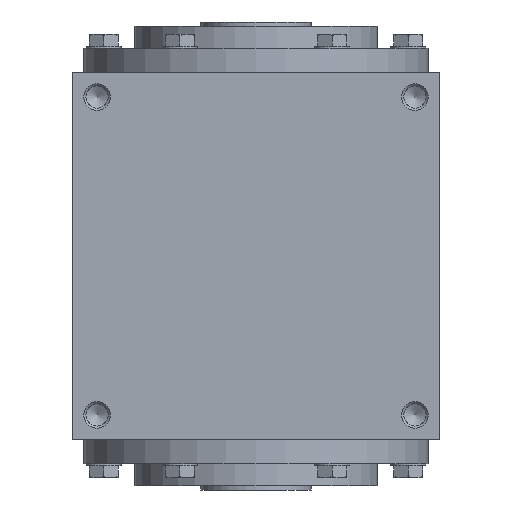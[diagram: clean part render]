
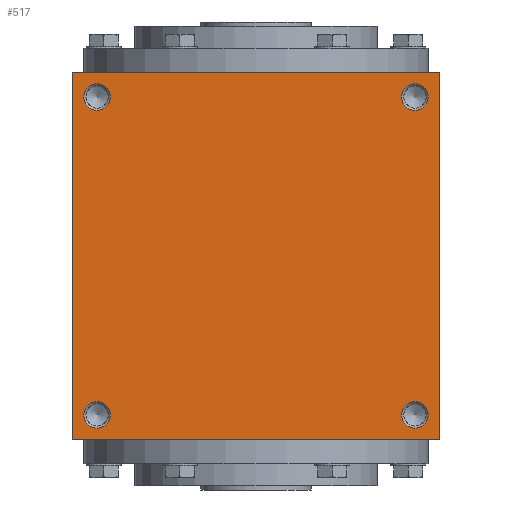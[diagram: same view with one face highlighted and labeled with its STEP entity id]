
A CAD part, left-side view. The second image highlights one B-rep face of the part: STEP entity #517.
In plain terms, the highlighted face is planar.
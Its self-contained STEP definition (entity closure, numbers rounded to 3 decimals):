
#517 = ADVANCED_FACE( '', ( #1037, #1038, #1039, #1040, #1041 ), #1042, .F. );
#1037 = FACE_BOUND( '', #1672, .T. );
#1038 = FACE_BOUND( '', #1673, .T. );
#1039 = FACE_BOUND( '', #1674, .T. );
#1040 = FACE_BOUND( '', #1675, .T. );
#1041 = FACE_OUTER_BOUND( '', #1676, .T. );
#1042 = PLANE( '', #1677 );
#1672 = EDGE_LOOP( '', ( #2537 ) );
#1673 = EDGE_LOOP( '', ( #2538 ) );
#1674 = EDGE_LOOP( '', ( #2539 ) );
#1675 = EDGE_LOOP( '', ( #2540 ) );
#1676 = EDGE_LOOP( '', ( #2541, #2542, #2543, #2544 ) );
#1677 = AXIS2_PLACEMENT_3D( '', #2545, #2546, #2547 );
#2537 = ORIENTED_EDGE( '', *, *, #3289, .F. );
#2538 = ORIENTED_EDGE( '', *, *, #3287, .T. );
#2539 = ORIENTED_EDGE( '', *, *, #3509, .F. );
#2540 = ORIENTED_EDGE( '', *, *, #3341, .T. );
#2541 = ORIENTED_EDGE( '', *, *, #3510, .F. );
#2542 = ORIENTED_EDGE( '', *, *, #3434, .F. );
#2543 = ORIENTED_EDGE( '', *, *, #3511, .F. );
#2544 = ORIENTED_EDGE( '', *, *, #3512, .F. );
#2545 = CARTESIAN_POINT( '', ( 0., 0., -83. ) );
#2546 = DIRECTION( '', ( 0., 0., 1. ) );
#2547 = DIRECTION( '', ( 1., 0., 0. ) );
#3287 = EDGE_CURVE( '', #3765, #3765, #3766, .T. );
#3289 = EDGE_CURVE( '', #3768, #3768, #3769, .T. );
#3341 = EDGE_CURVE( '', #3855, #3855, #3856, .T. );
#3434 = EDGE_CURVE( '', #3999, #4000, #4001, .T. );
#3509 = EDGE_CURVE( '', #4117, #4117, #4118, .T. );
#3510 = EDGE_CURVE( '', #4000, #4119, #4120, .T. );
#3511 = EDGE_CURVE( '', #4121, #3999, #4122, .T. );
#3512 = EDGE_CURVE( '', #4119, #4121, #4123, .T. );
#3765 = VERTEX_POINT( '', #4421 );
#3766 = CIRCLE( '', #4422, 6. );
#3768 = VERTEX_POINT( '', #4424 );
#3769 = CIRCLE( '', #4425, 6. );
#3855 = VERTEX_POINT( '', #4538 );
#3856 = CIRCLE( '', #4539, 6. );
#3999 = VERTEX_POINT( '', #4759 );
#4000 = VERTEX_POINT( '', #4760 );
#4001 = LINE( '', #4761, #4762 );
#4117 = VERTEX_POINT( '', #4900 );
#4118 = CIRCLE( '', #4901, 6. );
#4119 = VERTEX_POINT( '', #4902 );
#4120 = LINE( '', #4903, #4904 );
#4121 = VERTEX_POINT( '', #4905 );
#4122 = LINE( '', #4906, #4907 );
#4123 = LINE( '', #4908, #4909 );
#4421 = CARTESIAN_POINT( '', ( 78., 72., -83. ) );
#4422 = AXIS2_PLACEMENT_3D( '', #5264, #5265, #5266 );
#4424 = CARTESIAN_POINT( '', ( -78., 72., -83. ) );
#4425 = AXIS2_PLACEMENT_3D( '', #5267, #5268, #5269 );
#4538 = CARTESIAN_POINT( '', ( 78., -72., -83. ) );
#4539 = AXIS2_PLACEMENT_3D( '', #5348, #5349, #5350 );
#4759 = CARTESIAN_POINT( '', ( 83., 83., -83. ) );
#4760 = CARTESIAN_POINT( '', ( -83., 83., -83. ) );
#4761 = CARTESIAN_POINT( '', ( 83., 83., -83. ) );
#4762 = VECTOR( '', #5505, 1000. );
#4900 = CARTESIAN_POINT( '', ( -78., -72., -83. ) );
#4901 = AXIS2_PLACEMENT_3D( '', #5645, #5646, #5647 );
#4902 = CARTESIAN_POINT( '', ( -83., -83., -83. ) );
#4903 = CARTESIAN_POINT( '', ( -83., 83., -83. ) );
#4904 = VECTOR( '', #5648, 1000. );
#4905 = CARTESIAN_POINT( '', ( 83., -83., -83. ) );
#4906 = CARTESIAN_POINT( '', ( 83., -83., -83. ) );
#4907 = VECTOR( '', #5649, 1000. );
#4908 = CARTESIAN_POINT( '', ( -83., -83., -83. ) );
#4909 = VECTOR( '', #5650, 1000. );
#5264 = CARTESIAN_POINT( '', ( 72., 72., -83. ) );
#5265 = DIRECTION( '', ( 0., 0., 1. ) );
#5266 = DIRECTION( '', ( 1., 0., 0. ) );
#5267 = CARTESIAN_POINT( '', ( -72., 72., -83. ) );
#5268 = DIRECTION( '', ( 0., 0., -1. ) );
#5269 = DIRECTION( '', ( -1., 0., 0. ) );
#5348 = CARTESIAN_POINT( '', ( 72., -72., -83. ) );
#5349 = DIRECTION( '', ( 0., 0., 1. ) );
#5350 = DIRECTION( '', ( 1., 0., 0. ) );
#5505 = DIRECTION( '', ( -1., 0., 0. ) );
#5645 = CARTESIAN_POINT( '', ( -72., -72., -83. ) );
#5646 = DIRECTION( '', ( 0., 0., -1. ) );
#5647 = DIRECTION( '', ( -1., 0., 0. ) );
#5648 = DIRECTION( '', ( 0., -1., 0. ) );
#5649 = DIRECTION( '', ( 0., 1., 0. ) );
#5650 = DIRECTION( '', ( 1., 0., 0. ) );
